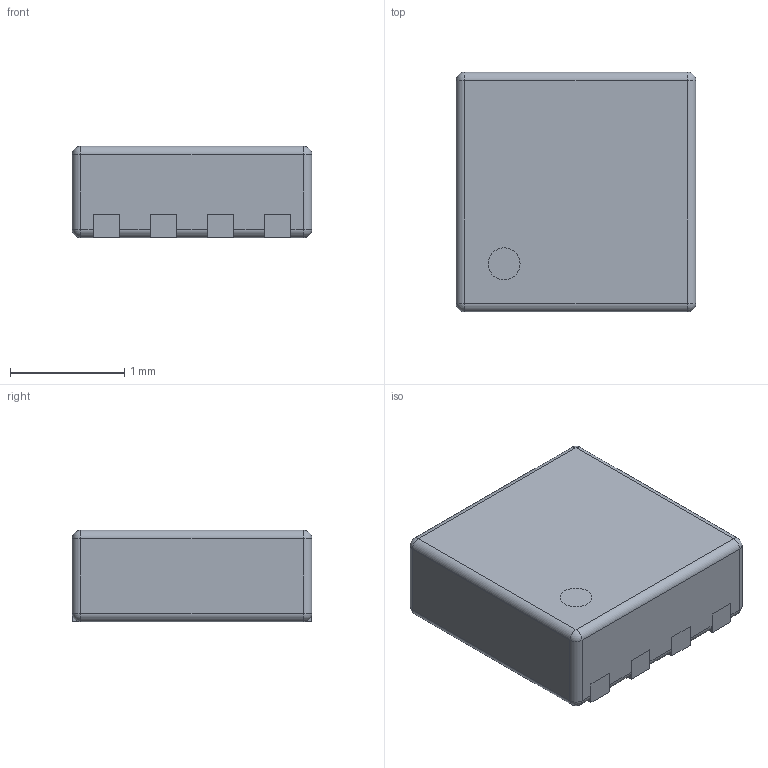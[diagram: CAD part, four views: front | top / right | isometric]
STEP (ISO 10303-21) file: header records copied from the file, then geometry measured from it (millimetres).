
FILE_DESCRIPTION(('STEP AP214'), '1');
FILE_NAME('MO-229', '2019-06-02T20:54:07', ('Nobody'), (''), 'ASCON STEP Converter 1.3', 'ASCON Math Kernel', '');
FILE_SCHEMA(('AUTOMOTIVE_DESIGN { 1 0 10303 214 3 1 1}'));
Length unit declared in the file: millimetre
Assembly tree (4 placements, depth 2):
  (unnamed)
    (unnamed)
    (unnamed)  x3
Bounding box: 2.1 x 2.1 x 0.8 mm (x, y, z)
Volume: 3.5 mm3; surface area: 20.8 mm2
Topology: 9 solids, 9 shells, 117 faces, 311 edges, 213 vertices
Faces by surface type: plane 73, cylinder 36, sphere 8
Entity records: 3887 total; most frequent: DIRECTION 516, CARTESIAN_POINT 494, ORIENTED_EDGE 446, EDGE_CURVE 223, LINE 190, VECTOR 190, AXIS2_PLACEMENT_3D 163, VERTEX_POINT 141
